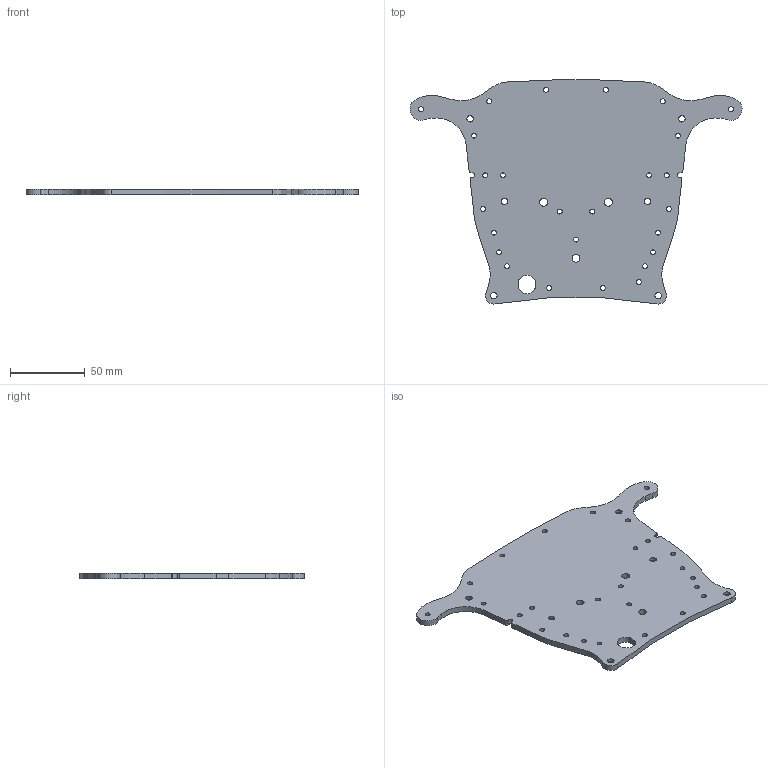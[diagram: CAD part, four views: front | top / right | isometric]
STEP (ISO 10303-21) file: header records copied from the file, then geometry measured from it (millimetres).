
FILE_DESCRIPTION(/* description */ (''),/* implementation_level */ '2;1');
FILE_NAME(/* name */ 'BackPlate.step',/* time_stamp */ '2021-03-21T13:31:58+01:00',/* author */ (''),/* organization */ (''),/* preprocessor_version */ 'ST-DEVELOPER v18.1',/* originating_system */ 'Autodesk Translation Framework v9.10.0.1330',/* authorisation */ '');
FILE_SCHEMA (('AUTOMOTIVE_DESIGN { 1 0 10303 214 3 1 1 }'));
Length unit declared in the file: millimetre
Products named in the file (2): CCW MK2; BackPlate
Assembly tree (1 placements, depth 2):
  CCW MK2
    BackPlate
Bounding box: 222.25 x 149.99 x 4 mm (x, y, z)
Volume: 80535.3 mm3; surface area: 44854.9 mm2
Topology: 1 solids, 1 shells, 109 faces, 299 edges, 192 vertices
Faces by surface type: cylinder 69, cone 22, plane 18
Full cylindrical faces by diameter (mm): 3.3 x26, 4.3 x6, 5.3 x3
Entity records: 3728 total; most frequent: DIRECTION 683, CARTESIAN_POINT 603, ORIENTED_EDGE 598, EDGE_CURVE 299, AXIS2_PLACEMENT_3D 272, VERTEX_POINT 192, EDGE_LOOP 181, CIRCLE 160
